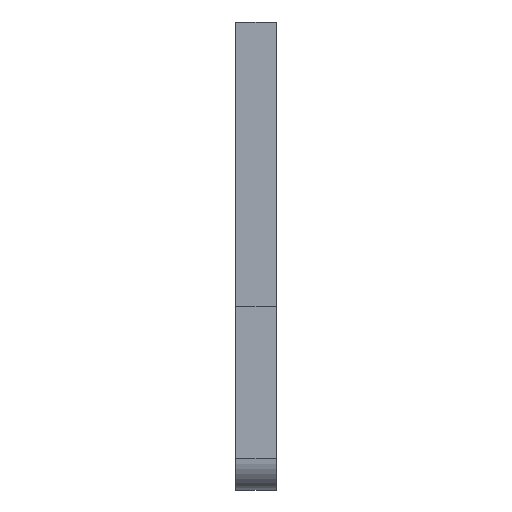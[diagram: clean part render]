
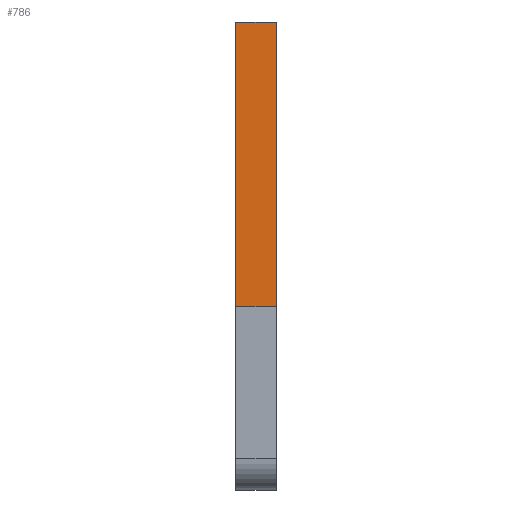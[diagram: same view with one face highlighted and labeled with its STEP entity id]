
A CAD part, front view. The second image highlights one B-rep face of the part: STEP entity #786.
In plain terms, the highlighted planar face has unit normal (0, -1, 0).
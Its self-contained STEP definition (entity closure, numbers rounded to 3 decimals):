
#7 = DIRECTION ( 'NONE',  ( 0., 0., -1. ) ) ;
#10 = CARTESIAN_POINT ( 'NONE',  ( 0.32, -6.12, 4.5 ) ) ;
#27 = VERTEX_POINT ( 'NONE', #750 ) ;
#45 = VECTOR ( 'NONE', #7, 1000. ) ;
#58 = VECTOR ( 'NONE', #408, 1000. ) ;
#152 = VECTOR ( 'NONE', #534, 1000. ) ;
#160 = ORIENTED_EDGE ( 'NONE', *, *, #417, .T. ) ;
#164 = CARTESIAN_POINT ( 'NONE',  ( 0.32, -6.12, 4.5 ) ) ;
#236 = VERTEX_POINT ( 'NONE', #452 ) ;
#244 = VERTEX_POINT ( 'NONE', #524 ) ;
#293 = EDGE_LOOP ( 'NONE', ( #394, #717, #555, #160 ) ) ;
#312 = CARTESIAN_POINT ( 'NONE',  ( 0.32, -6.12, 0. ) ) ;
#340 = AXIS2_PLACEMENT_3D ( 'NONE', #650, #754, #402 ) ;
#381 = FACE_OUTER_BOUND ( 'NONE', #293, .T. ) ;
#394 = ORIENTED_EDGE ( 'NONE', *, *, #493, .T. ) ;
#402 = DIRECTION ( 'NONE',  ( 1., 0., 0. ) ) ;
#408 = DIRECTION ( 'NONE',  ( 0., 0., 1. ) ) ;
#417 = EDGE_CURVE ( 'NONE', #244, #236, #926, .T. ) ;
#444 = LINE ( 'NONE', #164, #914 ) ;
#452 = CARTESIAN_POINT ( 'NONE',  ( 0.32, -6.12, 0. ) ) ;
#469 = LINE ( 'NONE', #884, #45 ) ;
#483 = CARTESIAN_POINT ( 'NONE',  ( 0.32, -6.12, 1.784 ) ) ;
#493 = EDGE_CURVE ( 'NONE', #236, #981, #604, .T. ) ;
#498 = PLANE ( 'NONE',  #340 ) ;
#524 = CARTESIAN_POINT ( 'NONE',  ( -0.32, -6.12, 0. ) ) ;
#534 = DIRECTION ( 'NONE',  ( 1., 0., 0. ) ) ;
#555 = ORIENTED_EDGE ( 'NONE', *, *, #695, .T. ) ;
#604 = LINE ( 'NONE', #483, #58 ) ;
#650 = CARTESIAN_POINT ( 'NONE',  ( 0.32, -6.12, 4.5 ) ) ;
#674 = EDGE_CURVE ( 'NONE', #27, #981, #444, .T. ) ;
#695 = EDGE_CURVE ( 'NONE', #27, #244, #469, .T. ) ;
#717 = ORIENTED_EDGE ( 'NONE', *, *, #674, .F. ) ;
#719 = DIRECTION ( 'NONE',  ( 1., 0., 0. ) ) ;
#750 = CARTESIAN_POINT ( 'NONE',  ( -0.32, -6.12, 4.5 ) ) ;
#754 = DIRECTION ( 'NONE',  ( 0., -1., 0. ) ) ;
#786 = ADVANCED_FACE ( 'NONE', ( #381 ), #498, .T. ) ;
#884 = CARTESIAN_POINT ( 'NONE',  ( -0.32, -6.12, 4.5 ) ) ;
#914 = VECTOR ( 'NONE', #719, 1000. ) ;
#926 = LINE ( 'NONE', #312, #152 ) ;
#981 = VERTEX_POINT ( 'NONE', #10 ) ;
